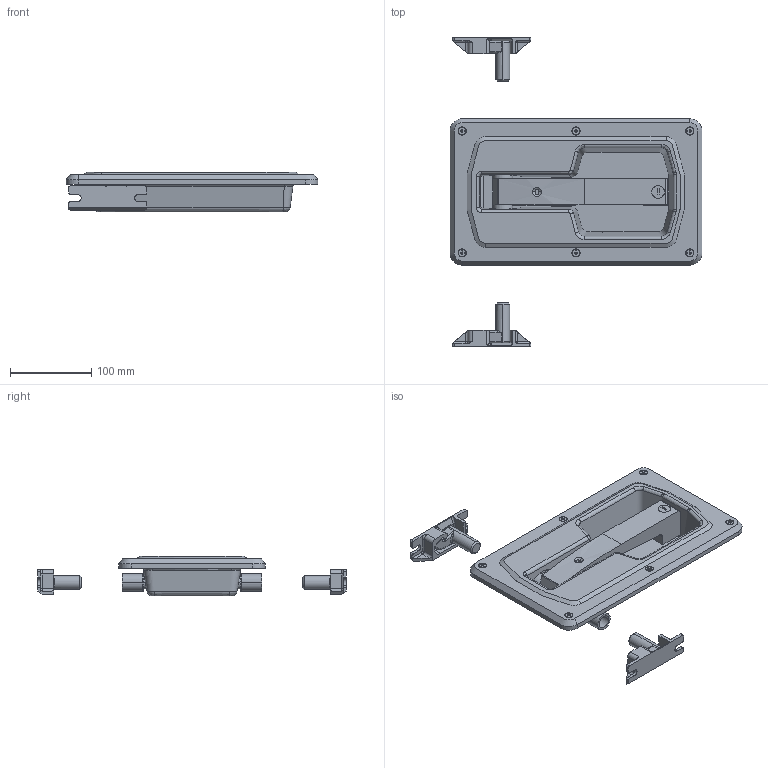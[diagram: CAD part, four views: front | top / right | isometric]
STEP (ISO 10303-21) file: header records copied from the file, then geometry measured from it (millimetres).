
FILE_DESCRIPTION (( 'STEP AP203' ), '1' );
FILE_NAME ('FA-815N-1-C.STEP', '2020-04-24T01:03:18', ( '' ), ( '' ), 'SwSTEP 2.0', 'SolidWorks 2018', '' );
FILE_SCHEMA (( 'CONFIG_CONTROL_DESIGN' ));
Length unit declared in the file: millimetre
Products named in the file (14): FA-815N-1ハンドル; FA-815N-1-C; FA-815N-1ボディー; FA-1815-S-3僼僢僋__R; FA-815N-1カバー_; FA-1815-S-3僉乕僷乕__R; FA-815僕儑僀儞僩C__僕儑僀儞僩C; FA-815N-1僫僀儘儞儚僢僔儍乕; 廫帤寠晅嶮偹偠M5_M5亊6; T0230僟儈乕儘乕僞乕__#T0230-3; FA-815N-1Oリング; FA-1815-S-3僉乕僷乕__L; FA-1815-S-3_; FA-1815-S-3僼僢僋__L
Assembly tree (21 placements, depth 3):
  FA-815N-1-C
    FA-815N-1ボディー
    FA-815N-1カバー_
    FA-815N-1ハンドル
    廫帤寠晅嶮偹偠M5_M5亊6  x6
    T0230僟儈乕儘乕僞乕__#T0230-3
    FA-815N-1僫僀儘儞儚僢僔儍乕  x2
    FA-815N-1Oリング  x2
    FA-1815-S-3_
      FA-1815-S-3僉乕僷乕__L
      FA-1815-S-3僉乕僷乕__R
      FA-1815-S-3僼僢僋__R
      FA-1815-S-3僼僢僋__L
    FA-815僕儑僀儞僩C__僕儑僀儞僩C  x2
Bounding box: 310 x 380 x 49 mm (x, y, z)
Volume: 656173.9 mm3; surface area: 387571.1 mm2
Topology: 20 solids, 20 shells, 793 faces, 2053 edges, 1321 vertices
Faces by surface type: plane 283, cylinder 275, bspline 95, cone 76, torus 58, sphere 6
Entity records: 38778 total; most frequent: CARTESIAN_POINT 22330, ORIENTED_EDGE 3210, DIRECTION 2974, EDGE_CURVE 1605, AXIS2_PLACEMENT_3D 1173, VERTEX_POINT 1056, EDGE_LOOP 687, CIRCLE 640
